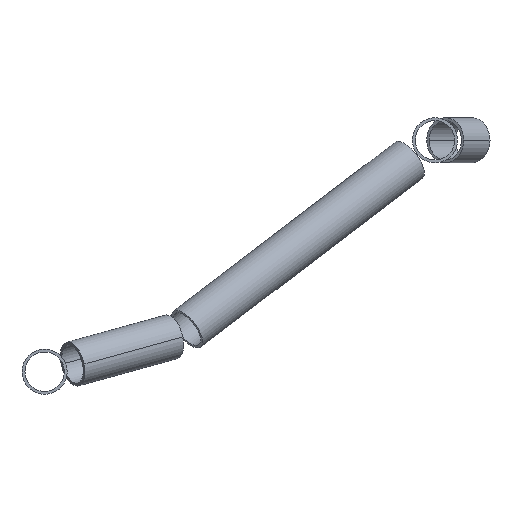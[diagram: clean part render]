
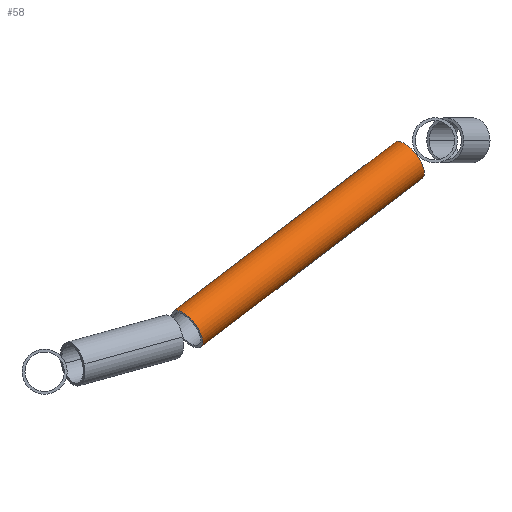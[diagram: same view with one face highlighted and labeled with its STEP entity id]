
A CAD part, left-side view. The second image highlights one B-rep face of the part: STEP entity #58.
In plain terms, the highlighted cylindrical face has radius 30.15 mm (diameter 60.3 mm), a partial arc.
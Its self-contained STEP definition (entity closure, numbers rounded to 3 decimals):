
#8 = AXIS2_PLACEMENT_3D ( 'NONE', #524, #335, #254 ) ;
#58 = ADVANCED_FACE ( 'NONE', ( #551 ), #606, .T. ) ;
#79 = CARTESIAN_POINT ( 'NONE',  ( 359.856, -486.247, 282.34 ) ) ;
#117 = CARTESIAN_POINT ( 'NONE',  ( 186.355, -171.992, 80.864 ) ) ;
#123 = CARTESIAN_POINT ( 'NONE',  ( 359.856, -504.516, 258.356 ) ) ;
#206 = CARTESIAN_POINT ( 'NONE',  ( 186.355, -208.531, 32.895 ) ) ;
#220 = DIRECTION ( 'NONE',  ( 0., 0.606, 0.795 ) ) ;
#243 = DIRECTION ( 'NONE',  ( -0.423, 0.721, -0.549 ) ) ;
#254 = DIRECTION ( 'NONE',  ( 0.863, 0.505, -0.001 ) ) ;
#298 = DIRECTION ( 'NONE',  ( 0.423, -0.721, 0.549 ) ) ;
#335 = DIRECTION ( 'NONE',  ( 0.423, -0.721, 0.549 ) ) ;
#386 = EDGE_LOOP ( 'NONE', ( #623, #737, #639, #841 ) ) ;
#390 = DIRECTION ( 'NONE',  ( -0.423, 0.721, -0.549 ) ) ;
#420 = CARTESIAN_POINT ( 'NONE',  ( 359.856, -467.977, 306.324 ) ) ;
#423 = DIRECTION ( 'NONE',  ( -0.423, 0.721, -0.549 ) ) ;
#446 = VERTEX_POINT ( 'NONE', #420 ) ;
#479 = VERTEX_POINT ( 'NONE', #206 ) ;
#484 = CARTESIAN_POINT ( 'NONE',  ( 359.856, -486.247, 282.34 ) ) ;
#504 = DIRECTION ( 'NONE',  ( 0.863, 0.505, -0.001 ) ) ;
#509 = CARTESIAN_POINT ( 'NONE',  ( 359.856, -504.516, 258.356 ) ) ;
#524 = CARTESIAN_POINT ( 'NONE',  ( 186.355, -190.262, 56.879 ) ) ;
#548 = EDGE_CURVE ( 'NONE', #446, #884, #573, .T. ) ;
#551 = FACE_OUTER_BOUND ( 'NONE', #386, .T. ) ;
#553 = LINE ( 'NONE', #509, #604 ) ;
#573 = CIRCLE ( 'NONE', #602, 30.15 ) ;
#584 = VERTEX_POINT ( 'NONE', #117 ) ;
#590 = CIRCLE ( 'NONE', #8, 30.15 ) ;
#602 = AXIS2_PLACEMENT_3D ( 'NONE', #79, #298, #504 ) ;
#604 = VECTOR ( 'NONE', #243, 1000. ) ;
#605 = LINE ( 'NONE', #883, #617 ) ;
#606 = CYLINDRICAL_SURFACE ( 'NONE', #622, 30.15 ) ;
#617 = VECTOR ( 'NONE', #390, 1000. ) ;
#622 = AXIS2_PLACEMENT_3D ( 'NONE', #484, #423, #220 ) ;
#623 = ORIENTED_EDGE ( 'NONE', *, *, #719, .F. ) ;
#639 = ORIENTED_EDGE ( 'NONE', *, *, #834, .T. ) ;
#719 = EDGE_CURVE ( 'NONE', #884, #479, #553, .T. ) ;
#737 = ORIENTED_EDGE ( 'NONE', *, *, #548, .F. ) ;
#822 = EDGE_CURVE ( 'NONE', #584, #479, #590, .T. ) ;
#834 = EDGE_CURVE ( 'NONE', #446, #584, #605, .T. ) ;
#841 = ORIENTED_EDGE ( 'NONE', *, *, #822, .T. ) ;
#883 = CARTESIAN_POINT ( 'NONE',  ( 359.856, -467.977, 306.324 ) ) ;
#884 = VERTEX_POINT ( 'NONE', #123 ) ;
